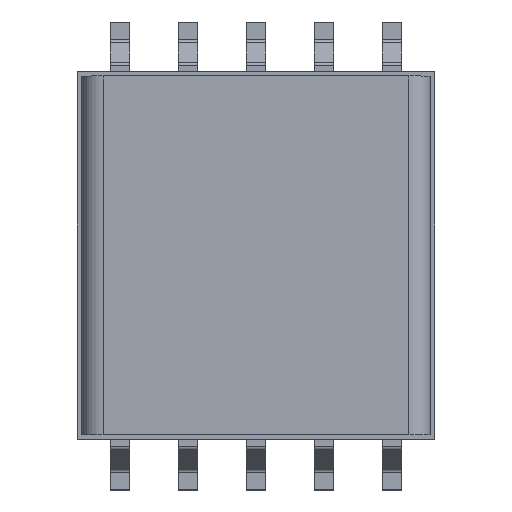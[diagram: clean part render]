
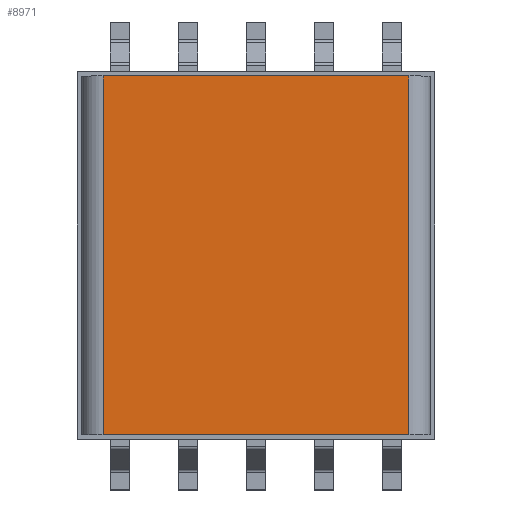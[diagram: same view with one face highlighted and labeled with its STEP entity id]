
A CAD part, top view. The second image highlights one B-rep face of the part: STEP entity #8971.
In plain terms, the highlighted face is planar.
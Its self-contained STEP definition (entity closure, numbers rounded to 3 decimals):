
#2338=ORIENTED_EDGE('',*,*,#3295,.T.);
#2339=ORIENTED_EDGE('',*,*,#3276,.T.);
#2340=ORIENTED_EDGE('',*,*,#3296,.T.);
#2341=ORIENTED_EDGE('',*,*,#3297,.T.);
#3276=EDGE_CURVE('',#3870,#3869,#4505,.T.);
#3295=EDGE_CURVE('',#3882,#3870,#4523,.T.);
#3296=EDGE_CURVE('',#3869,#3883,#4524,.T.);
#3297=EDGE_CURVE('',#3883,#3882,#4525,.T.);
#3869=VERTEX_POINT('',#13415);
#3870=VERTEX_POINT('',#13417);
#3882=VERTEX_POINT('',#13456);
#3883=VERTEX_POINT('',#13458);
#4505=LINE('',#13416,#5146);
#4523=LINE('',#13455,#5164);
#4524=LINE('',#13457,#5165);
#4525=LINE('',#13459,#5166);
#5146=VECTOR('',#11434,1000.);
#5164=VECTOR('',#11470,1000.);
#5165=VECTOR('',#11471,1000.);
#5166=VECTOR('',#11472,1000.);
#5531=EDGE_LOOP('',(#2338,#2339,#2340,#2341));
#5898=FACE_BOUND('',#5531,.T.);
#6091=PLANE('',#9598);
#8971=ADVANCED_FACE('',(#5898),#6091,.F.);
#9598=AXIS2_PLACEMENT_3D('',#13454,#11468,#11469);
#11434=DIRECTION('',(0.,0.,-1.));
#11468=DIRECTION('',(0.,-1.,0.));
#11469=DIRECTION('',(0.,0.,-1.));
#11470=DIRECTION('',(1.,0.,0.));
#11471=DIRECTION('',(-1.,0.,0.));
#11472=DIRECTION('',(0.,0.,1.));
#13415=CARTESIAN_POINT('',(-2.295,11.96,-12.34));
#13416=CARTESIAN_POINT('',(-2.295,11.96,-13.13));
#13417=CARTESIAN_POINT('',(-2.295,11.96,-1.12));
#13454=CARTESIAN_POINT('',(-8.875,11.96,-0.33));
#13455=CARTESIAN_POINT('',(-8.875,11.96,-1.12));
#13456=CARTESIAN_POINT('',(-15.455,11.96,-1.12));
#13457=CARTESIAN_POINT('',(-8.875,11.96,-12.34));
#13458=CARTESIAN_POINT('',(-15.455,11.96,-12.34));
#13459=CARTESIAN_POINT('',(-15.455,11.96,-0.33));
